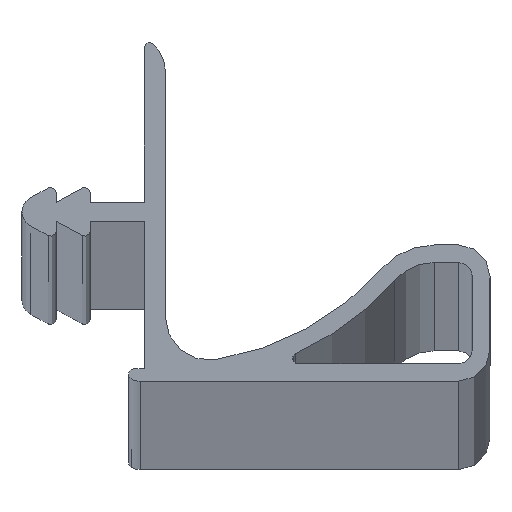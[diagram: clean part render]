
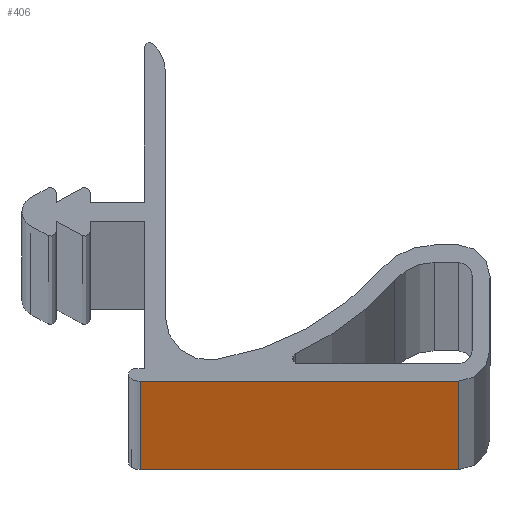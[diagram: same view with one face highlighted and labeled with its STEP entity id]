
A CAD part, top view. The second image highlights one B-rep face of the part: STEP entity #406.
In plain terms, the highlighted planar face has unit normal (0, -1, 0).
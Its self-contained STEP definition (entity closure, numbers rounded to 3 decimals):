
#16 = VERTEX_POINT ( 'NONE', #1392 ) ;
#82 = VECTOR ( 'NONE', #445, 1000. ) ;
#92 = DIRECTION ( 'NONE',  ( 0., 0., -1. ) ) ;
#95 = ORIENTED_EDGE ( 'NONE', *, *, #649, .T. ) ;
#214 = LINE ( 'NONE', #1143, #533 ) ;
#271 = CARTESIAN_POINT ( 'NONE',  ( 18., -9.7, 2900. ) ) ;
#273 = VECTOR ( 'NONE', #606, 1000. ) ;
#344 = VERTEX_POINT ( 'NONE', #596 ) ;
#352 = VERTEX_POINT ( 'NONE', #836 ) ;
#406 = ADVANCED_FACE ( 'NONE', ( #739 ), #733, .F. ) ;
#438 = LINE ( 'NONE', #922, #82 ) ;
#445 = DIRECTION ( 'NONE',  ( 1., 0., 0. ) ) ;
#455 = CARTESIAN_POINT ( 'NONE',  ( -0.239, -9.7, 2900. ) ) ;
#507 = LINE ( 'NONE', #1422, #273 ) ;
#533 = VECTOR ( 'NONE', #567, 1000. ) ;
#548 = ORIENTED_EDGE ( 'NONE', *, *, #1444, .F. ) ;
#567 = DIRECTION ( 'NONE',  ( 0., 0., -1. ) ) ;
#596 = CARTESIAN_POINT ( 'NONE',  ( -0.239, -9.7, 2900. ) ) ;
#606 = DIRECTION ( 'NONE',  ( 1., 0., 0. ) ) ;
#649 = EDGE_CURVE ( 'NONE', #16, #352, #438, .T. ) ;
#709 = AXIS2_PLACEMENT_3D ( 'NONE', #271, #1205, #726 ) ;
#713 = EDGE_LOOP ( 'NONE', ( #95, #909, #548, #1442 ) ) ;
#726 = DIRECTION ( 'NONE',  ( 0., 0., 1. ) ) ;
#733 = PLANE ( 'NONE',  #709 ) ;
#739 = FACE_OUTER_BOUND ( 'NONE', #713, .T. ) ;
#746 = EDGE_CURVE ( 'NONE', #1384, #352, #214, .T. ) ;
#811 = LINE ( 'NONE', #455, #1362 ) ;
#836 = CARTESIAN_POINT ( 'NONE',  ( 18., -9.7, 0. ) ) ;
#909 = ORIENTED_EDGE ( 'NONE', *, *, #746, .F. ) ;
#922 = CARTESIAN_POINT ( 'NONE',  ( 18., -9.7, 0. ) ) ;
#1143 = CARTESIAN_POINT ( 'NONE',  ( 18., -9.7, 2900. ) ) ;
#1200 = CARTESIAN_POINT ( 'NONE',  ( 18., -9.7, 2900. ) ) ;
#1205 = DIRECTION ( 'NONE',  ( 0., 1., 0. ) ) ;
#1229 = EDGE_CURVE ( 'NONE', #344, #16, #811, .T. ) ;
#1362 = VECTOR ( 'NONE', #92, 1000. ) ;
#1384 = VERTEX_POINT ( 'NONE', #1200 ) ;
#1392 = CARTESIAN_POINT ( 'NONE',  ( -0.239, -9.7, 0. ) ) ;
#1422 = CARTESIAN_POINT ( 'NONE',  ( 18., -9.7, 2900. ) ) ;
#1442 = ORIENTED_EDGE ( 'NONE', *, *, #1229, .T. ) ;
#1444 = EDGE_CURVE ( 'NONE', #344, #1384, #507, .T. ) ;
